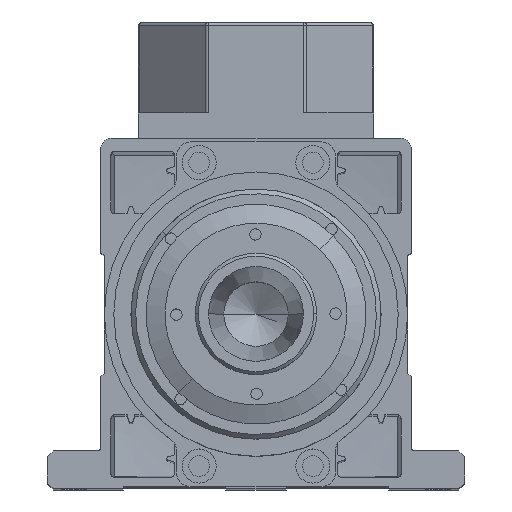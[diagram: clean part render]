
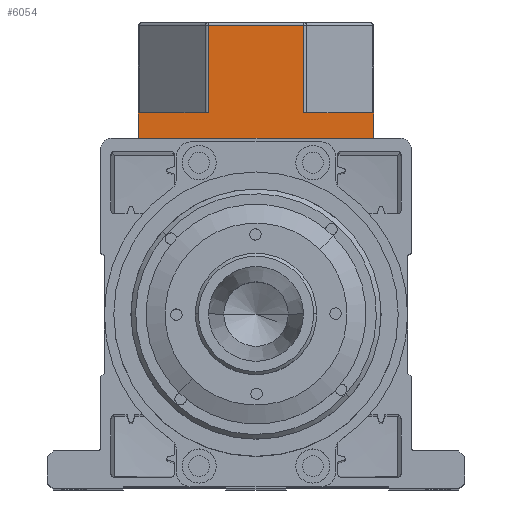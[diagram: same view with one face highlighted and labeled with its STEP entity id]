
A CAD part, top view. The second image highlights one B-rep face of the part: STEP entity #6054.
In plain terms, the highlighted face is planar.
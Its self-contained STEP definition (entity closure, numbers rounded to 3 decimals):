
#91 = VERTEX_POINT ( 'NONE', #961 ) ;
#281 = EDGE_CURVE ( 'NONE', #7910, #1256, #3378, .T. ) ;
#420 = VECTOR ( 'NONE', #12415, 1000. ) ;
#616 = VECTOR ( 'NONE', #13914, 1000. ) ;
#726 = DIRECTION ( 'NONE',  ( 1., 0., 0. ) ) ;
#829 = CARTESIAN_POINT ( 'NONE',  ( -31., -31., 0. ) ) ;
#961 = CARTESIAN_POINT ( 'NONE',  ( -12.586, -31., 29.8 ) ) ;
#983 = ORIENTED_EDGE ( 'NONE', *, *, #6668, .T. ) ;
#1229 = CARTESIAN_POINT ( 'NONE',  ( -12.586, -31., 6.8 ) ) ;
#1256 = VERTEX_POINT ( 'NONE', #4009 ) ;
#1303 = LINE ( 'NONE', #1229, #12105 ) ;
#1339 = ORIENTED_EDGE ( 'NONE', *, *, #13399, .T. ) ;
#1443 = AXIS2_PLACEMENT_3D ( 'NONE', #2429, #6949, #12590 ) ;
#1773 = DIRECTION ( 'NONE',  ( 1., 0., 0. ) ) ;
#1794 = CARTESIAN_POINT ( 'NONE',  ( -31., -31., 6.8 ) ) ;
#2172 = LINE ( 'NONE', #6100, #3379 ) ;
#2357 = DIRECTION ( 'NONE',  ( 0., 0., -1. ) ) ;
#2429 = CARTESIAN_POINT ( 'NONE',  ( -31., -31., 6.8 ) ) ;
#2835 = CARTESIAN_POINT ( 'NONE',  ( 12.586, -31., 29.8 ) ) ;
#3378 = LINE ( 'NONE', #6966, #420 ) ;
#3379 = VECTOR ( 'NONE', #13795, 1000. ) ;
#3760 = CARTESIAN_POINT ( 'NONE',  ( -31., -31., 6.8 ) ) ;
#3911 = FACE_OUTER_BOUND ( 'NONE', #4448, .T. ) ;
#3976 = VERTEX_POINT ( 'NONE', #10216 ) ;
#4009 = CARTESIAN_POINT ( 'NONE',  ( 31., -31., 0. ) ) ;
#4157 = EDGE_CURVE ( 'NONE', #9806, #12815, #9554, .T. ) ;
#4448 = EDGE_LOOP ( 'NONE', ( #983, #12018, #1339, #5009, #13098, #12185, #6522, #13150 ) ) ;
#4451 = DIRECTION ( 'NONE',  ( 0., 0., -1. ) ) ;
#5009 = ORIENTED_EDGE ( 'NONE', *, *, #7065, .T. ) ;
#5674 = CARTESIAN_POINT ( 'NONE',  ( -31., -31., 6.8 ) ) ;
#6054 = ADVANCED_FACE ( 'NONE', ( #3911 ), #9096, .F. ) ;
#6100 = CARTESIAN_POINT ( 'NONE',  ( -31., -31., 29.8 ) ) ;
#6522 = ORIENTED_EDGE ( 'NONE', *, *, #7721, .T. ) ;
#6668 = EDGE_CURVE ( 'NONE', #91, #12815, #1303, .T. ) ;
#6694 = VECTOR ( 'NONE', #10876, 1000. ) ;
#6871 = EDGE_CURVE ( 'NONE', #3976, #7910, #12473, .T. ) ;
#6949 = DIRECTION ( 'NONE',  ( 0., 1., 0. ) ) ;
#6966 = CARTESIAN_POINT ( 'NONE',  ( 31., -31., 6.8 ) ) ;
#7065 = EDGE_CURVE ( 'NONE', #12731, #1256, #9856, .T. ) ;
#7211 = LINE ( 'NONE', #10774, #6694 ) ;
#7489 = LINE ( 'NONE', #5674, #13058 ) ;
#7617 = EDGE_CURVE ( 'NONE', #9131, #91, #2172, .T. ) ;
#7721 = EDGE_CURVE ( 'NONE', #3976, #9131, #7211, .T. ) ;
#7910 = VERTEX_POINT ( 'NONE', #9077 ) ;
#8202 = CARTESIAN_POINT ( 'NONE',  ( -31., -31., 6.8 ) ) ;
#9077 = CARTESIAN_POINT ( 'NONE',  ( 31., -31., 6.8 ) ) ;
#9096 = PLANE ( 'NONE',  #1443 ) ;
#9131 = VERTEX_POINT ( 'NONE', #2835 ) ;
#9554 = LINE ( 'NONE', #3760, #11648 ) ;
#9806 = VERTEX_POINT ( 'NONE', #8202 ) ;
#9856 = LINE ( 'NONE', #11550, #616 ) ;
#9977 = CARTESIAN_POINT ( 'NONE',  ( -12.586, -31., 6.8 ) ) ;
#10216 = CARTESIAN_POINT ( 'NONE',  ( 12.586, -31., 6.8 ) ) ;
#10556 = VECTOR ( 'NONE', #726, 1000. ) ;
#10774 = CARTESIAN_POINT ( 'NONE',  ( 12.586, -31., 6.8 ) ) ;
#10876 = DIRECTION ( 'NONE',  ( 0., 0., 1. ) ) ;
#11550 = CARTESIAN_POINT ( 'NONE',  ( -31., -31., 0. ) ) ;
#11648 = VECTOR ( 'NONE', #1773, 1000. ) ;
#12018 = ORIENTED_EDGE ( 'NONE', *, *, #4157, .F. ) ;
#12105 = VECTOR ( 'NONE', #2357, 1000. ) ;
#12185 = ORIENTED_EDGE ( 'NONE', *, *, #6871, .F. ) ;
#12415 = DIRECTION ( 'NONE',  ( 0., 0., -1. ) ) ;
#12473 = LINE ( 'NONE', #1794, #10556 ) ;
#12590 = DIRECTION ( 'NONE',  ( 0., 0., 1. ) ) ;
#12731 = VERTEX_POINT ( 'NONE', #829 ) ;
#12815 = VERTEX_POINT ( 'NONE', #9977 ) ;
#13058 = VECTOR ( 'NONE', #4451, 1000. ) ;
#13098 = ORIENTED_EDGE ( 'NONE', *, *, #281, .F. ) ;
#13150 = ORIENTED_EDGE ( 'NONE', *, *, #7617, .T. ) ;
#13399 = EDGE_CURVE ( 'NONE', #9806, #12731, #7489, .T. ) ;
#13795 = DIRECTION ( 'NONE',  ( -1., 0., 0. ) ) ;
#13914 = DIRECTION ( 'NONE',  ( 1., 0., 0. ) ) ;
